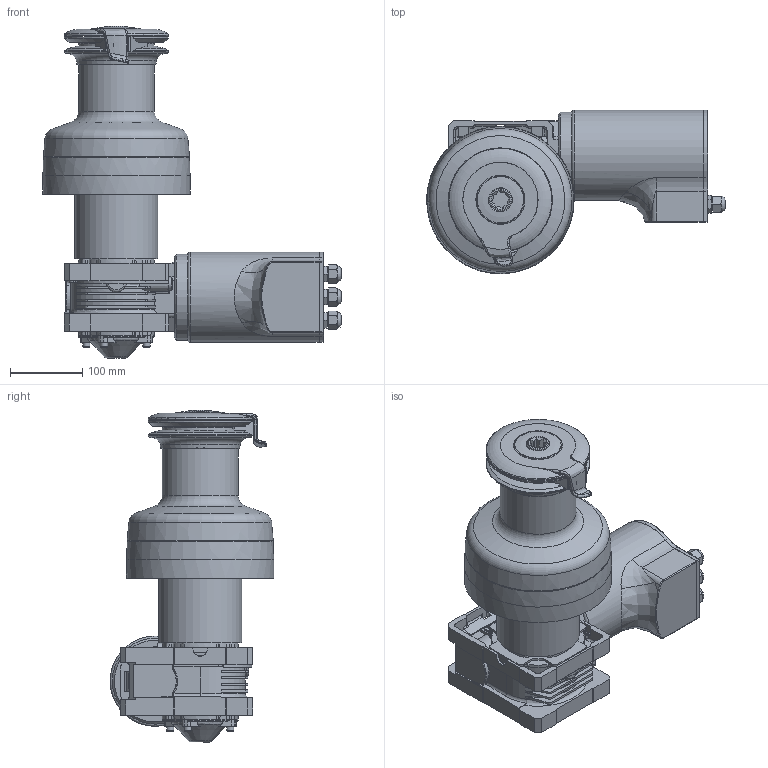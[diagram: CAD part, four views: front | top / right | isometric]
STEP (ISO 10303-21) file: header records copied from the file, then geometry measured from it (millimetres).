
FILE_DESCRIPTION(/* description */ (''),/* implementation_level */ '2;1');
FILE_NAME(/* name */ 'XT52_ELH.stp',/* time_stamp */ '2016-03-25T16:03:40+01:00',/* author */ ('gianni'),/* organization */ (''),/* preprocessor_version */ 'ST-DEVELOPER v16.1',/* originating_system */ 'Autodesk Inventor 2016',/* authorisation */ '');
FILE_SCHEMA (('AUTOMOTIVE_DESIGN { 1 0 10303 214 3 1 1 }'));
Length unit declared in the file: millimetre
Products named in the file (1): XT52 ELH
Bounding box: 413.2 x 226.67 x 459.5 mm (x, y, z)
Volume: 10264587.1 mm3; surface area: 523444.2 mm2
Topology: 1 solids, 1 shells, 1236 faces, 3354 edges, 2124 vertices
Faces by surface type: plane 495, cylinder 405, bspline 155, torus 107, cone 52, sphere 22
Full cylindrical faces by diameter (mm): 6.5 x2, 8.5 x6, 10 x4, 17.5 x3, 18 x1, 22 x3, 31.72 x1, 32.2 x1, 105 x2, 106 x1, 115 x1, 119 x1, 125 x1, 144 x3, 204 x1
Entity records: 44646 total; most frequent: CARTESIAN_POINT 15233, ORIENTED_EDGE 6416, DIRECTION 5895, EDGE_CURVE 3208, AXIS2_PLACEMENT_3D 2240, VERTEX_POINT 2087, LINE 1415, VECTOR 1415
